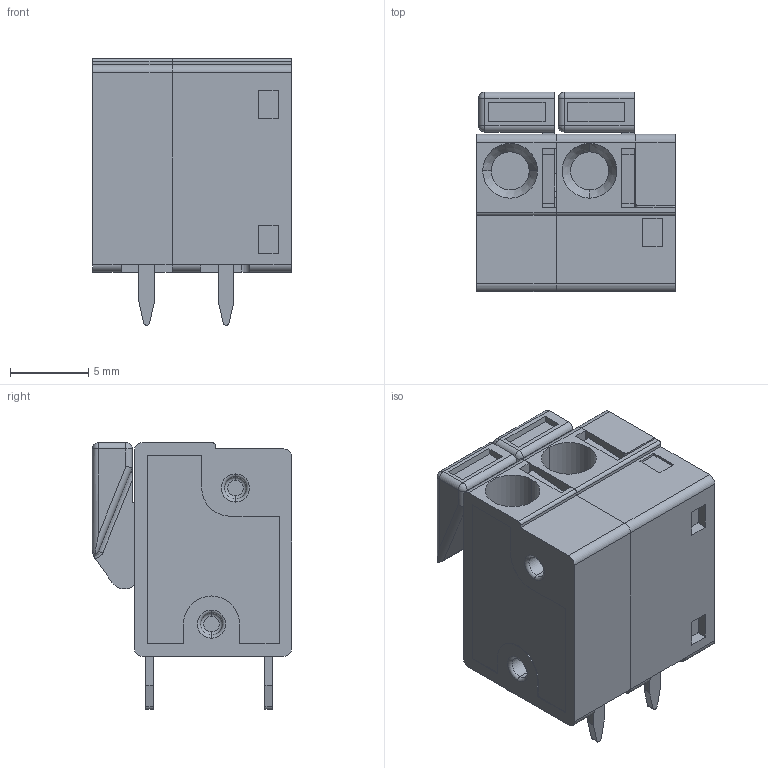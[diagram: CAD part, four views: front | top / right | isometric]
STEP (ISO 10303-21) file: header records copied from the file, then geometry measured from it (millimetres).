
FILE_DESCRIPTION(('Creo Elements/Direct Modeling STEP Export'),'2;1');
FILE_NAME('model.stp','2019-11-18T 9:01:49',(''),(''),'Creo Elements/Direct Modeling STEP processor for AP214 (Solid Model)','Creo Elements/Direct Modeling 20.1A 29-Sep-2018 (C) Parametric Technology GmbH','');
FILE_SCHEMA(('AUTOMOTIVE_DESIGN { 1 0 10303 214 1 1 1 1 }'));
Length unit declared in the file: millimetre
Products named in the file (9): FFKDS-Deckel-V-7.62; FFKDS_Wippe-V1-H1.1; FFKDSA1-V-7.62-GEH; FFKDSA_V-Lötpin-3.4mm-hinten; FFKDSA_V-Lötpin-3.4mm-vorne; FFKDSA1-V1_V2-7.62; FFKDSA-V-5.08-GEH; FFKDSA_V1_V2_5.08; FFKDSA1_V1_5.08_2
Assembly tree (11 placements, depth 3):
  FFKDSA1_V1_5.08_2
    FFKDSA_V1_V2_5.08
      FFKDSA-V-5.08-GEH
      FFKDS_Wippe-V1-H1.1
      FFKDSA_V-Lötpin-3.4mm-hinten
      FFKDSA_V-Lötpin-3.4mm-vorne
    FFKDSA1-V1_V2-7.62
      FFKDSA_V-Lötpin-3.4mm-vorne
      FFKDSA_V-Lötpin-3.4mm-hinten
      FFKDSA1-V-7.62-GEH
      FFKDS_Wippe-V1-H1.1
      FFKDS-Deckel-V-7.62
Bounding box: 12.7 x 12.75 x 17.05 mm (x, y, z)
Volume: 1613.5 mm3; surface area: 2225.7 mm2
Topology: 9 solids, 9 shells, 394 faces, 994 edges, 630 vertices
Faces by surface type: plane 238, cylinder 104, torus 28, cone 12, sphere 8, bspline 4
Entity records: 12807 total; most frequent: CARTESIAN_POINT 2062, ORIENTED_EDGE 1658, DIRECTION 1603, EDGE_CURVE 829, VECTOR 587, LINE 587, VERTEX_POINT 530, AXIS2_PLACEMENT_3D 508
